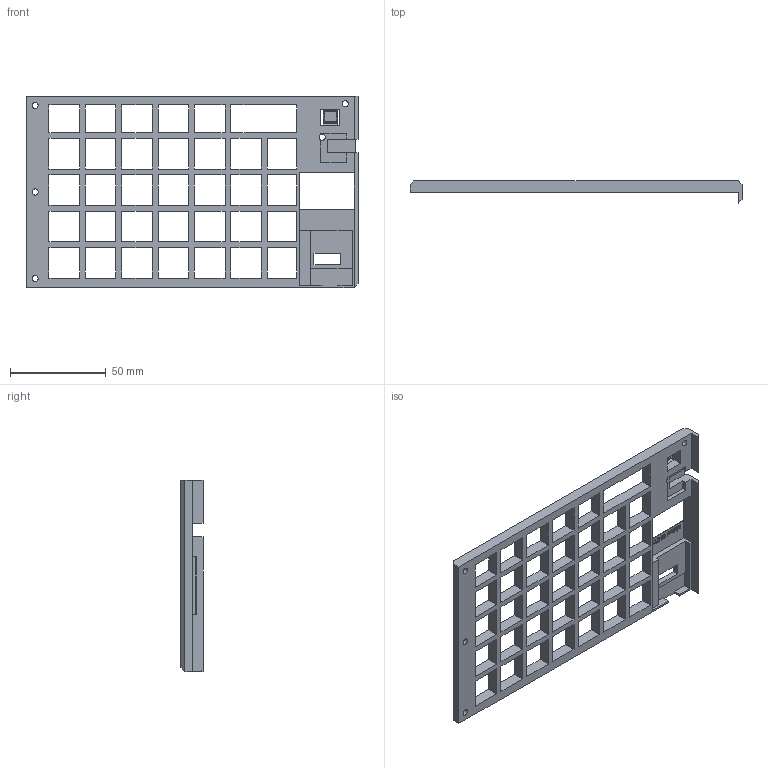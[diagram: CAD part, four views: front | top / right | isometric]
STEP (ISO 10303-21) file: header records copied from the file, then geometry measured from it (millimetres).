
FILE_DESCRIPTION(/* description */ ('STEP AP242','CAx-IF Rec.Pracs.---Representation and Presentation of Product Manufacturing Information (PMI)---4.0---2014-10-13','CAx-IF Rec.Pracs.---3D Tessellated Geometry---0.4---2014-09-14','2;1'),/* implementation_level */ '2;1');
FILE_NAME(/* name */ '6892c0e7443e9c620e378ccc',/* time_stamp */ '2025-08-06T02:41:45Z',/* author */ (''),/* organization */ (''),/* preprocessor_version */ 'ST-DEVELOPER v20',/* originating_system */ 'ONSHAPE BY PTC INC, 1.201',/* authorisation */ ' ');
FILE_SCHEMA (('AP242_MANAGED_MODEL_BASED_3D_ENGINEERING_MIM_LF { 1 0 10303 442 1 1 4 }'));
Length unit declared in the file: metre
Products named in the file (1): Part 2
Bounding box: 173.44 x 11.5 x 100 mm (x, y, z)
Volume: 42033 mm3; surface area: 34388.1 mm2
Topology: 1 solids, 1 shells, 809 faces, 2275 edges, 1515 vertices
Faces by surface type: plane 477, bspline 174, cylinder 153, cone 5
Full cylindrical faces by diameter (mm): 3.2 x5
Entity records: 26632 total; most frequent: CARTESIAN_POINT 6494, ORIENTED_EDGE 4520, DIRECTION 3496, EDGE_CURVE 2260, LINE 1600, VECTOR 1600, VERTEX_POINT 1510, EDGE_LOOP 950
